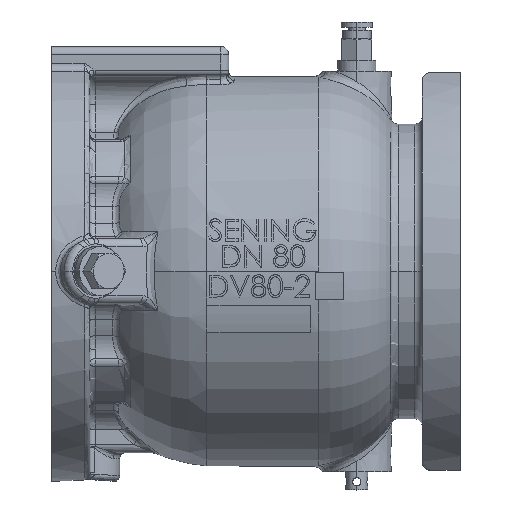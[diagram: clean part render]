
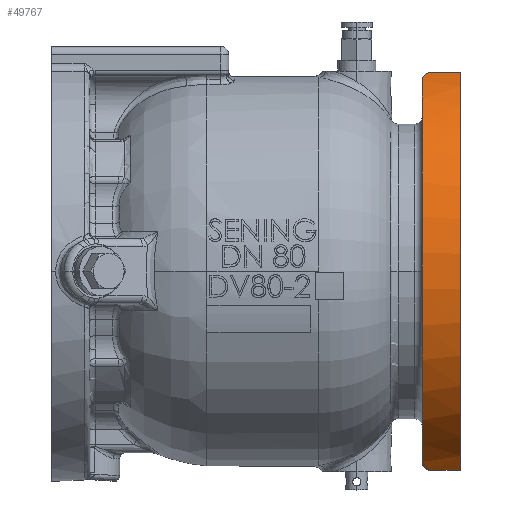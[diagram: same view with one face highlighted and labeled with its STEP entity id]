
A CAD part, top view. The second image highlights one B-rep face of the part: STEP entity #49767.
In plain terms, the highlighted cylindrical face has radius 77 mm (diameter 154 mm), a partial arc.
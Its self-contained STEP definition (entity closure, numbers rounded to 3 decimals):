
#4417 = CARTESIAN_POINT ( 'NONE',  ( -3., 0., 0. ) ) ;
#4427 = DIRECTION ( 'NONE',  ( 1., 0., 0. ) ) ;
#4428 = DIRECTION ( 'NONE',  ( 0., 0., -1. ) ) ;
#4455 = CARTESIAN_POINT ( 'NONE',  ( -17., 0., 0. ) ) ;
#4456 = CARTESIAN_POINT ( 'NONE',  ( -17., 69.877, 32.346 ) ) ;
#4457 = DIRECTION ( 'NONE',  ( -1., 0., 0. ) ) ;
#4458 = DIRECTION ( 'NONE',  ( 0., 0., 1. ) ) ;
#4461 = CARTESIAN_POINT ( 'NONE',  ( -17., 70.197, 31.655 ) ) ;
#4462 = CARTESIAN_POINT ( 'NONE',  ( -16.95, 70.502, 30.967 ) ) ;
#4463 = CARTESIAN_POINT ( 'NONE',  ( -16.762, 71.088, 29.597 ) ) ;
#4464 = CARTESIAN_POINT ( 'NONE',  ( -16.624, 71.368, 28.915 ) ) ;
#4465 = CARTESIAN_POINT ( 'NONE',  ( -16.334, 71.769, 27.9 ) ) ;
#4466 = CARTESIAN_POINT ( 'NONE',  ( -16.223, 71.899, 27.562 ) ) ;
#4467 = CARTESIAN_POINT ( 'NONE',  ( -15.963, 72.152, 26.892 ) ) ;
#4468 = CARTESIAN_POINT ( 'NONE',  ( -15.814, 72.275, 26.559 ) ) ;
#4469 = CARTESIAN_POINT ( 'NONE',  ( -15.548, 72.449, 26.081 ) ) ;
#4470 = CARTESIAN_POINT ( 'NONE',  ( -15.452, 72.505, 25.925 ) ) ;
#4471 = CARTESIAN_POINT ( 'NONE',  ( -15.24, 72.611, 25.626 ) ) ;
#4472 = CARTESIAN_POINT ( 'NONE',  ( -15.125, 72.661, 25.483 ) ) ;
#4473 = CARTESIAN_POINT ( 'NONE',  ( -14.863, 72.753, 25.219 ) ) ;
#4474 = CARTESIAN_POINT ( 'NONE',  ( -14.717, 72.795, 25.099 ) ) ;
#4475 = CARTESIAN_POINT ( 'NONE',  ( -14.465, 72.842, 24.962 ) ) ;
#4476 = CARTESIAN_POINT ( 'NONE',  ( -14.378, 72.854, 24.925 ) ) ;
#4477 = CARTESIAN_POINT ( 'NONE',  ( -14.194, 72.872, 24.874 ) ) ;
#4478 = CARTESIAN_POINT ( 'NONE',  ( -14.097, 72.877, 24.86 ) ) ;
#4479 = CARTESIAN_POINT ( 'NONE',  ( -14., 72.877, 24.86 ) ) ;
#4481 = CARTESIAN_POINT ( 'NONE',  ( -23., 72.877, 24.86 ) ) ;
#4482 = DIRECTION ( 'NONE',  ( -1., 0., 0. ) ) ;
#4756 = AXIS2_PLACEMENT_3D ( 'NONE', #51410, #51894, #51974 ) ;
#4827 = AXIS2_PLACEMENT_3D ( 'NONE', #4455, #4457, #4458 ) ;
#4837 = AXIS2_PLACEMENT_3D ( 'NONE', #4417, #4427, #4428 ) ;
#5765 = EDGE_CURVE ( 'NONE', #43057, #42505, #21489, .T. ) ;
#7444 = ORIENTED_EDGE ( 'NONE', *, *, #52973, .T. ) ;
#7936 = ORIENTED_EDGE ( 'NONE', *, *, #52972, .F. ) ;
#7945 = ORIENTED_EDGE ( 'NONE', *, *, #52963, .F. ) ;
#7972 = ORIENTED_EDGE ( 'NONE', *, *, #5765, .T. ) ;
#8426 = ORIENTED_EDGE ( 'NONE', *, *, #20757, .F. ) ;
#8547 = ORIENTED_EDGE ( 'NONE', *, *, #52970, .F. ) ;
#13903 = B_SPLINE_CURVE_WITH_KNOTS ( 'NONE', 3,
 ( #4456, #4461, #4462, #4463, #4464, #4465, #4466, #4467, #4468, #4469, #4470, #4471, #4472, #4473, #4474, #4475, #4476, #4477, #4478, #4479 ),
 .UNSPECIFIED., .F., .F.,
 ( 4, 2, 2, 2, 2, 2, 2, 2, 2, 4 ),
 ( 0., 0.002, 0.004, 0.006, 0.007, 0.007, 0.008, 0.008, 0.009, 0.009 ),
 .UNSPECIFIED. ) ;
#17530 = B_SPLINE_CURVE_WITH_KNOTS ( 'NONE', 3,
 ( #54295, #54648, #54958, #55137, #54313, #54254, #55292, #54584, #54719, #54853, #54236, #55138, #54932, #54933, #54938, #54863, #54939, #54875, #54814, #54874 ),
 .UNSPECIFIED., .F., .F.,
 ( 4, 2, 2, 2, 2, 2, 2, 2, 2, 4 ),
 ( 0., 0., 0.001, 0.001, 0.002, 0.002, 0.003, 0.005, 0.007, 0.009 ),
 .UNSPECIFIED. ) ;
#20295 = CYLINDRICAL_SURFACE ( 'NONE', #4756, 77. ) ;
#20304 = FACE_OUTER_BOUND ( 'NONE', #49730, .T. ) ;
#20757 = EDGE_CURVE ( 'NONE', #43057, #41987, #17530, .T. ) ;
#21489 = LINE ( 'NONE', #45298, #22435 ) ;
#22435 = VECTOR ( 'NONE', #46406, 1000. ) ;
#34961 = CARTESIAN_POINT ( 'NONE',  ( -14., 72.877, 24.86 ) ) ;
#35064 = CARTESIAN_POINT ( 'NONE',  ( -3., -72.877, 24.86 ) ) ;
#35068 = CARTESIAN_POINT ( 'NONE',  ( -17., 69.877, 32.346 ) ) ;
#35804 = CARTESIAN_POINT ( 'NONE',  ( -3., 72.877, 24.86 ) ) ;
#37379 = CARTESIAN_POINT ( 'NONE',  ( -17., -69.877, 32.346 ) ) ;
#37618 = CARTESIAN_POINT ( 'NONE',  ( -14., -72.877, 24.86 ) ) ;
#41987 = VERTEX_POINT ( 'NONE', #37379 ) ;
#42505 = VERTEX_POINT ( 'NONE', #35064 ) ;
#42557 = VERTEX_POINT ( 'NONE', #35068 ) ;
#43057 = VERTEX_POINT ( 'NONE', #37618 ) ;
#43654 = VERTEX_POINT ( 'NONE', #35804 ) ;
#43732 = VERTEX_POINT ( 'NONE', #34961 ) ;
#45298 = CARTESIAN_POINT ( 'NONE',  ( -23., -72.877, 24.86 ) ) ;
#46406 = DIRECTION ( 'NONE',  ( 1., 0., 0. ) ) ;
#47673 = CIRCLE ( 'NONE', #4837, 77. ) ;
#47679 = LINE ( 'NONE', #4481, #47680 ) ;
#47680 = VECTOR ( 'NONE', #4482, 1000. ) ;
#47681 = CIRCLE ( 'NONE', #4827, 77. ) ;
#49730 = EDGE_LOOP ( 'NONE', ( #7972, #7945, #7444, #7936, #8547, #8426 ) ) ;
#49767 = ADVANCED_FACE ( 'NONE', ( #20304 ), #20295, .T. ) ;
#51410 = CARTESIAN_POINT ( 'NONE',  ( -23., 0., 0. ) ) ;
#51894 = DIRECTION ( 'NONE',  ( 1., 0., 0. ) ) ;
#51974 = DIRECTION ( 'NONE',  ( 0., 0., -1. ) ) ;
#52963 = EDGE_CURVE ( 'NONE', #43654, #42505, #47673, .T. ) ;
#52970 = EDGE_CURVE ( 'NONE', #41987, #42557, #47681, .T. ) ;
#52972 = EDGE_CURVE ( 'NONE', #42557, #43732, #13903, .T. ) ;
#52973 = EDGE_CURVE ( 'NONE', #43654, #43732, #47679, .T. ) ;
#54236 = CARTESIAN_POINT ( 'NONE',  ( -15.547, -72.449, 26.08 ) ) ;
#54254 = CARTESIAN_POINT ( 'NONE',  ( -14.714, -72.795, 25.097 ) ) ;
#54295 = CARTESIAN_POINT ( 'NONE',  ( -14., -72.877, 24.86 ) ) ;
#54313 = CARTESIAN_POINT ( 'NONE',  ( -14.465, -72.842, 24.962 ) ) ;
#54584 = CARTESIAN_POINT ( 'NONE',  ( -15.123, -72.662, 25.48 ) ) ;
#54648 = CARTESIAN_POINT ( 'NONE',  ( -14.097, -72.877, 24.86 ) ) ;
#54719 = CARTESIAN_POINT ( 'NONE',  ( -15.239, -72.611, 25.624 ) ) ;
#54814 = CARTESIAN_POINT ( 'NONE',  ( -17., -70.196, 31.656 ) ) ;
#54853 = CARTESIAN_POINT ( 'NONE',  ( -15.452, -72.505, 25.925 ) ) ;
#54863 = CARTESIAN_POINT ( 'NONE',  ( -16.622, -71.371, 28.909 ) ) ;
#54874 = CARTESIAN_POINT ( 'NONE',  ( -17., -69.877, 32.346 ) ) ;
#54875 = CARTESIAN_POINT ( 'NONE',  ( -16.95, -70.502, 30.967 ) ) ;
#54932 = CARTESIAN_POINT ( 'NONE',  ( -15.958, -72.157, 26.88 ) ) ;
#54933 = CARTESIAN_POINT ( 'NONE',  ( -16.217, -71.905, 27.545 ) ) ;
#54938 = CARTESIAN_POINT ( 'NONE',  ( -16.33, -71.774, 27.885 ) ) ;
#54939 = CARTESIAN_POINT ( 'NONE',  ( -16.761, -71.09, 29.594 ) ) ;
#54958 = CARTESIAN_POINT ( 'NONE',  ( -14.192, -72.872, 24.873 ) ) ;
#55137 = CARTESIAN_POINT ( 'NONE',  ( -14.376, -72.854, 24.925 ) ) ;
#55138 = CARTESIAN_POINT ( 'NONE',  ( -15.811, -72.278, 26.553 ) ) ;
#55292 = CARTESIAN_POINT ( 'NONE',  ( -14.862, -72.754, 25.218 ) ) ;
